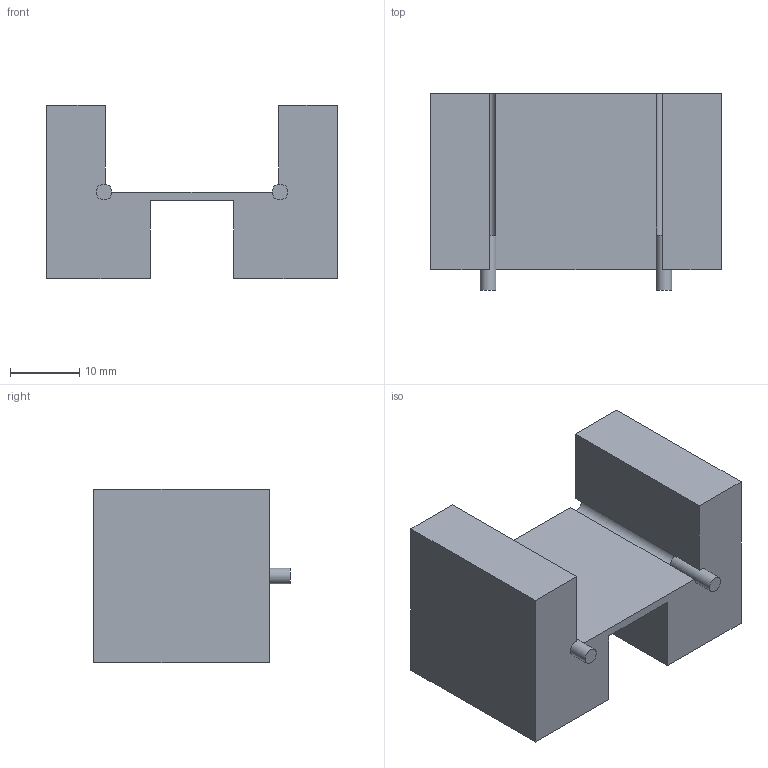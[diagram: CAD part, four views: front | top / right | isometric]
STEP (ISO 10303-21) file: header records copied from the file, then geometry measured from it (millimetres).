
FILE_DESCRIPTION(/* description */ (''),/* implementation_level */ '2;1');
FILE_NAME(/* name */ 'RA-T2X-25E.step',/* time_stamp */ '2020-04-26T11:48:37+02:00',/* author */ (''),/* organization */ (''),/* preprocessor_version */ 'ST-DEVELOPER v18.1',/* originating_system */ 'Autodesk Translation Framework v9.2.0.1227',/* authorisation */ '');
FILE_SCHEMA (('AUTOMOTIVE_DESIGN { 1 0 10303 214 3 1 1 }'));
Length unit declared in the file: millimetre
Products named in the file (1): RA-T2X-25E
Bounding box: 42 x 28.4 x 25 mm (x, y, z)
Volume: 15200.1 mm3; surface area: 6001.3 mm2
Topology: 1 solids, 1 shells, 22 faces, 56 edges, 36 vertices
Faces by surface type: plane 18, cylinder 4
Full cylindrical faces by diameter (mm): 2.3 x2
Entity records: 713 total; most frequent: CARTESIAN_POINT 115, DIRECTION 114, ORIENTED_EDGE 112, EDGE_CURVE 56, LINE 44, VECTOR 44, VERTEX_POINT 36, AXIS2_PLACEMENT_3D 35
